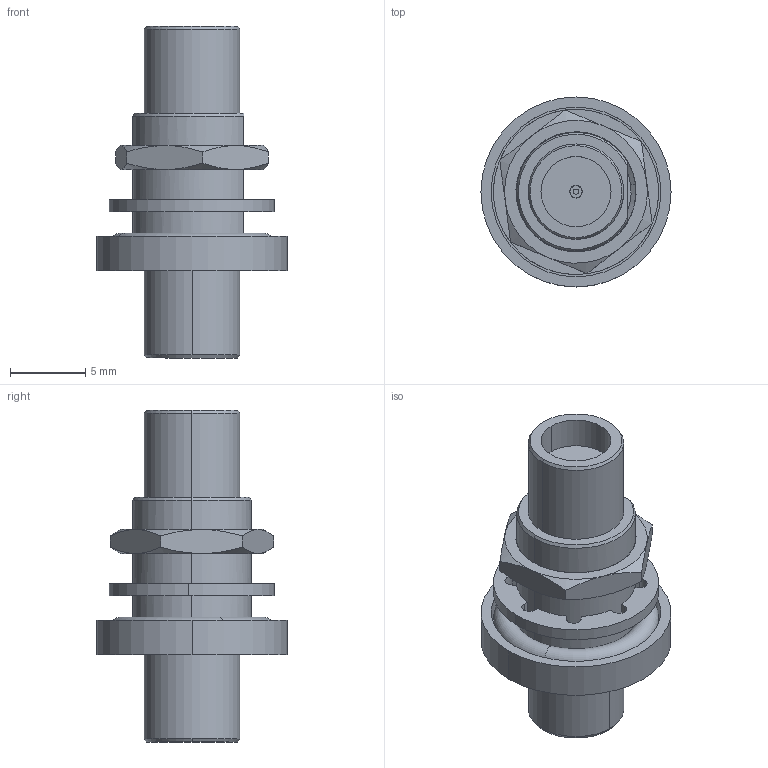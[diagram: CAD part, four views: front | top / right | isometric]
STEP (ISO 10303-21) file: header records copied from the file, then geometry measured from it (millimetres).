
FILE_DESCRIPTION (( 'STEP AP214' ), '1' );
FILE_NAME ('242-SMAD18G.STEP', '2013-09-26T08:39:11', ( 'allectra' ), ( 'Microsoft' ), 'SwSTEP 2.0', 'SolidWorks 2013', '' );
FILE_SCHEMA (( 'AUTOMOTIVE_DESIGN' ));
Length unit declared in the file: millimetre
Products named in the file (5): Tooth-look-Washer-1_4-36-UNS2A_DIN 6797-J8.4; O-ring-8x1.5_O-ring DIN 3771 - 8.5x1.8; 242-SMAD18G; 9242-SMAD18G; Hexagon-Nut-1_4-36-UNS2A_Hexagon Nut ISO 8675 - M8 x 1 - N
Assembly tree (4 placements, depth 2):
  242-SMAD18G
    9242-SMAD18G
    O-ring-8x1.5_O-ring DIN 3771 - 8.5x1.8
    Hexagon-Nut-1_4-36-UNS2A_Hexagon Nut ISO 8675 - M8 x 1 - N
    Tooth-look-Washer-1_4-36-UNS2A_DIN 6797-J8.4
Bounding box: 12.65 x 12.65 x 22.1 mm (x, y, z)
Volume: 1042.6 mm3; surface area: 1448.2 mm2
Topology: 5 solids, 5 shells, 129 faces, 298 edges, 185 vertices
Faces by surface type: cylinder 51, plane 40, cone 34, torus 4
Entity records: 3963 total; most frequent: CARTESIAN_POINT 745, DIRECTION 686, ORIENTED_EDGE 596, EDGE_CURVE 298, AXIS2_PLACEMENT_3D 278, VERTEX_POINT 185, EDGE_LOOP 143, CIRCLE 142
